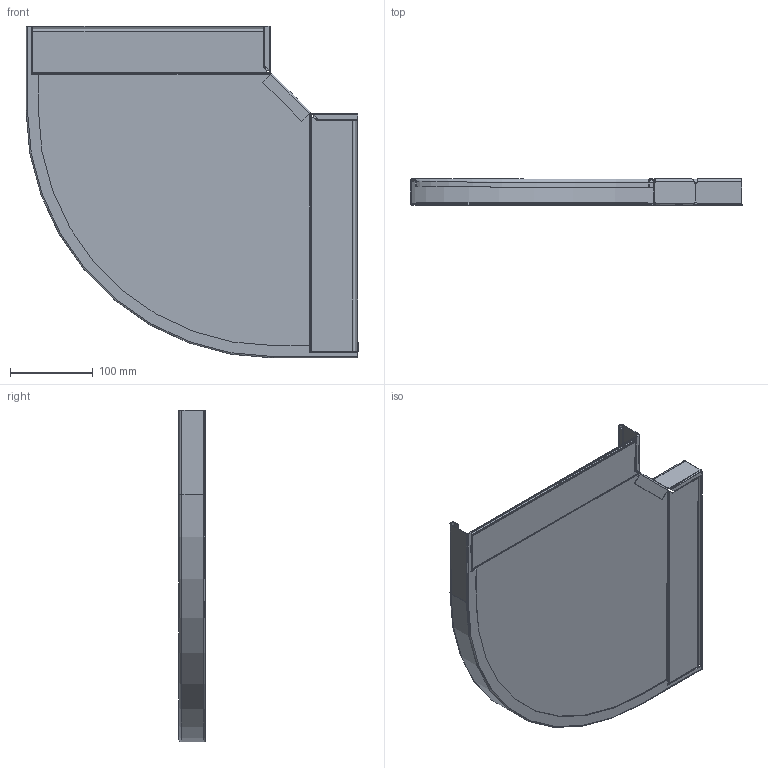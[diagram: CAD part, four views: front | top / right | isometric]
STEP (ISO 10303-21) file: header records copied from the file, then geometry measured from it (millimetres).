
FILE_DESCRIPTION (( 'STEP AP214' ), '1' );
FILE_NAME ('6036514.stp', '2024-10-21T07:35:02', ( '' ), ( '' ), 'SwSTEP 2.0', 'SolidWorks 2024', '' );
FILE_SCHEMA (( 'AUTOMOTIVE_DESIGN' ));
Length unit declared in the file: millimetre
Products named in the file (4): 181211_300; 167734_300; 167655_35x90°; 6036514
Assembly tree (3 placements, depth 2):
  6036514
    167734_300
    181211_300
    167655_35x90°
Bounding box: 402 x 32 x 402 mm (x, y, z)
Volume: 156117.7 mm3; surface area: 357777.7 mm2
Topology: 3 solids, 3 shells, 186 faces, 416 edges, 236 vertices
Faces by surface type: plane 116, cylinder 58, bspline 8, torus 4
Entity records: 5351 total; most frequent: CARTESIAN_POINT 1196, DIRECTION 838, ORIENTED_EDGE 832, EDGE_CURVE 416, VECTOR 282, LINE 282, AXIS2_PLACEMENT_3D 278, VERTEX_POINT 236
